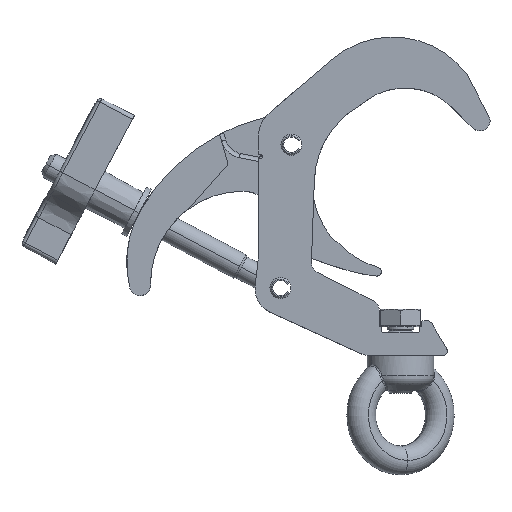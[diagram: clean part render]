
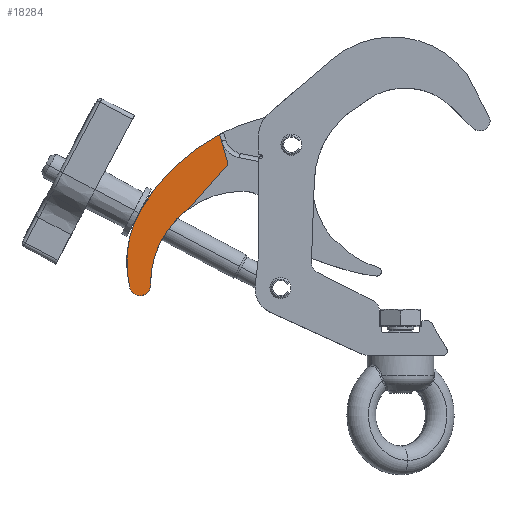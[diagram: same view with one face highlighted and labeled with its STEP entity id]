
A CAD part, top view. The second image highlights one B-rep face of the part: STEP entity #18284.
In plain terms, the highlighted face is planar.
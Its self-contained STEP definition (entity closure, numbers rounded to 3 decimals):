
#17 = CARTESIAN_POINT ( 'NONE',  ( 47.984, -6.853, -12.45 ) ) ;
#928 = DIRECTION ( 'NONE',  ( 1., 0., 0. ) ) ;
#1346 = DIRECTION ( 'NONE',  ( 0., 0., 1. ) ) ;
#1494 = CIRCLE ( 'NONE', #18665, 47.5 ) ;
#2061 = DIRECTION ( 'NONE',  ( 0., 0., -1. ) ) ;
#2332 = EDGE_CURVE ( 'NONE', #12892, #16405, #10266, .T. ) ;
#3623 = CARTESIAN_POINT ( 'NONE',  ( 92.94, 8.484, -12.45 ) ) ;
#4535 = ORIENTED_EDGE ( 'NONE', *, *, #22008, .F. ) ;
#4755 = DIRECTION ( 'NONE',  ( 1., 0., 0. ) ) ;
#5468 = AXIS2_PLACEMENT_3D ( 'NONE', #11827, #1346, #8087 ) ;
#5705 = CARTESIAN_POINT ( 'NONE',  ( 11.539, 18.928, -12.45 ) ) ;
#6418 = DIRECTION ( 'NONE',  ( -0.454, -0.891, 0. ) ) ;
#6462 = EDGE_CURVE ( 'NONE', #13226, #15004, #7043, .T. ) ;
#6503 = EDGE_CURVE ( 'NONE', #15004, #12336, #15751, .T. ) ;
#6593 = DIRECTION ( 'NONE',  ( 0.501, -0.865, 0. ) ) ;
#6732 = CARTESIAN_POINT ( 'NONE',  ( 41.137, -15.389, -12.45 ) ) ;
#6748 = DIRECTION ( 'NONE',  ( 0., 0., 1. ) ) ;
#7043 = LINE ( 'NONE', #8414, #12771 ) ;
#8087 = DIRECTION ( 'NONE',  ( -1., 0., 0. ) ) ;
#8414 = CARTESIAN_POINT ( 'NONE',  ( 58.444, 36.313, -12.45 ) ) ;
#9081 = DIRECTION ( 'NONE',  ( -1., 0., 0. ) ) ;
#9133 = EDGE_CURVE ( 'NONE', #11799, #13226, #15682, .T. ) ;
#9269 = ORIENTED_EDGE ( 'NONE', *, *, #19772, .F. ) ;
#9856 = ORIENTED_EDGE ( 'NONE', *, *, #13301, .F. ) ;
#9938 = ORIENTED_EDGE ( 'NONE', *, *, #6462, .F. ) ;
#10179 = CARTESIAN_POINT ( 'NONE',  ( 86.626, -25.243, -12.45 ) ) ;
#10266 = CIRCLE ( 'NONE', #12875, 4.735 ) ;
#10442 = CIRCLE ( 'NONE', #14095, 4.735 ) ;
#10594 = DIRECTION ( 'NONE',  ( 1., 0., 0. ) ) ;
#11069 = VECTOR ( 'NONE', #6418, 1000. ) ;
#11413 = DIRECTION ( 'NONE',  ( 0., 0., 1. ) ) ;
#11519 = EDGE_LOOP ( 'NONE', ( #9938, #21618, #9269, #9856, #19012, #4535, #15033 ) ) ;
#11799 = VERTEX_POINT ( 'NONE', #12226 ) ;
#11827 = CARTESIAN_POINT ( 'NONE',  ( 9.353, -20.033, -12.45 ) ) ;
#12210 = VERTEX_POINT ( 'NONE', #3623 ) ;
#12226 = CARTESIAN_POINT ( 'NONE',  ( 64.768, 48.736, -12.45 ) ) ;
#12336 = VERTEX_POINT ( 'NONE', #21365 ) ;
#12604 = CARTESIAN_POINT ( 'NONE',  ( 81.89, -25.243, -12.45 ) ) ;
#12716 = CARTESIAN_POINT ( 'NONE',  ( 91.111, -26.761, -12.45 ) ) ;
#12771 = VECTOR ( 'NONE', #6593, 1000. ) ;
#12875 = AXIS2_PLACEMENT_3D ( 'NONE', #10179, #6748, #22375 ) ;
#12892 = VERTEX_POINT ( 'NONE', #12604 ) ;
#13226 = VERTEX_POINT ( 'NONE', #15323 ) ;
#13301 = EDGE_CURVE ( 'NONE', #16405, #12210, #1494, .T. ) ;
#13346 = CARTESIAN_POINT ( 'NONE',  ( 64.768, 48.736, -12.45 ) ) ;
#13612 = AXIS2_PLACEMENT_3D ( 'NONE', #5705, #2061, #9081 ) ;
#14095 = AXIS2_PLACEMENT_3D ( 'NONE', #21838, #11413, #928 ) ;
#15004 = VERTEX_POINT ( 'NONE', #16775 ) ;
#15033 = ORIENTED_EDGE ( 'NONE', *, *, #6503, .F. ) ;
#15198 = DIRECTION ( 'NONE',  ( 0., 0., -1. ) ) ;
#15323 = CARTESIAN_POINT ( 'NONE',  ( 58.444, 36.313, -12.45 ) ) ;
#15682 = LINE ( 'NONE', #13346, #11069 ) ;
#15751 = CIRCLE ( 'NONE', #17293, 41.808 ) ;
#16405 = VERTEX_POINT ( 'NONE', #12716 ) ;
#16775 = CARTESIAN_POINT ( 'NONE',  ( 72.133, 12.667, -12.45 ) ) ;
#17293 = AXIS2_PLACEMENT_3D ( 'NONE', #6732, #15198, #4755 ) ;
#17937 = CIRCLE ( 'NONE', #5468, 88.318 ) ;
#18284 = ADVANCED_FACE ( 'NONE', ( #22344 ), #21404, .T. ) ;
#18665 = AXIS2_PLACEMENT_3D ( 'NONE', #17, #20836, #10594 ) ;
#19012 = ORIENTED_EDGE ( 'NONE', *, *, #2332, .F. ) ;
#19772 = EDGE_CURVE ( 'NONE', #12210, #11799, #17937, .T. ) ;
#20836 = DIRECTION ( 'NONE',  ( 0., 0., 1. ) ) ;
#21365 = CARTESIAN_POINT ( 'NONE',  ( 81.997, -24.241, -12.45 ) ) ;
#21404 = PLANE ( 'NONE',  #13612 ) ;
#21618 = ORIENTED_EDGE ( 'NONE', *, *, #9133, .F. ) ;
#21838 = CARTESIAN_POINT ( 'NONE',  ( 86.626, -25.243, -12.45 ) ) ;
#22008 = EDGE_CURVE ( 'NONE', #12336, #12892, #10442, .T. ) ;
#22344 = FACE_OUTER_BOUND ( 'NONE', #11519, .T. ) ;
#22375 = DIRECTION ( 'NONE',  ( 1., 0., 0. ) ) ;
